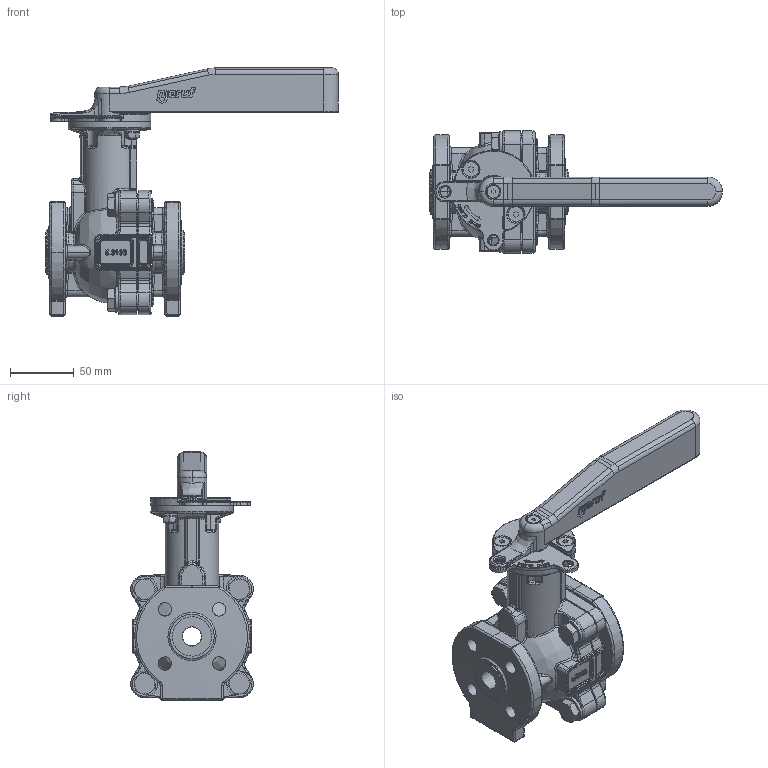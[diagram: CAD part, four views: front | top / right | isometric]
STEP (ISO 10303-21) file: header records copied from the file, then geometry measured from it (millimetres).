
FILE_DESCRIPTION(('HOOPS Exchange Step'),'2;1');
FILE_NAME('FK13010003.stp','2025-09-18T10:43:16+02:00',('nieru'),('Unknown organisation'),'HOOPS Exchange 2024.2','HOOPS Exchange','Unknown authorisation');
FILE_SCHEMA( ('AP203_CONFIGURATION_CONTROLLED_3D_DESIGN_OF_MECHANICAL_PARTS_AND_ASSEMBLIES_MIM_LF') );
Length unit declared in the file: millimetre
Products named in the file (4): 0; root
Assembly tree (3 placements, depth 3):
  root
    0
      0
      0
Bounding box: 230.1 x 96.25 x 195 mm (x, y, z)
Volume: 721771 mm3; surface area: 142218 mm2
Topology: 10 solids, 10 shells, 2298 faces, 5979 edges, 3776 vertices
Faces by surface type: bspline 753, cylinder 594, plane 579, torus 169, cone 112, sphere 66, extrusion 25
Full cylindrical faces by diameter (mm): 2.2 x4, 4.134 x1, 7 x4, 10 x8, 10.5 x4, 10.592 x8, 11.5 x4, 14.63 x4, 20 x4, 30.9 x2, 34.9 x2, 36 x1, 65 x1, 86 x1, 92 x2
Entity records: 182628 total; most frequent: CARTESIAN_POINT 135965, ORIENTED_EDGE 11886, EDGE_CURVE 5943, DIRECTION 5739, VERTEX_POINT 3775, B_SPLINE_CURVE_WITH_KNOTS 3495, EDGE_LOOP 2464, FACE_BOUND 2464
